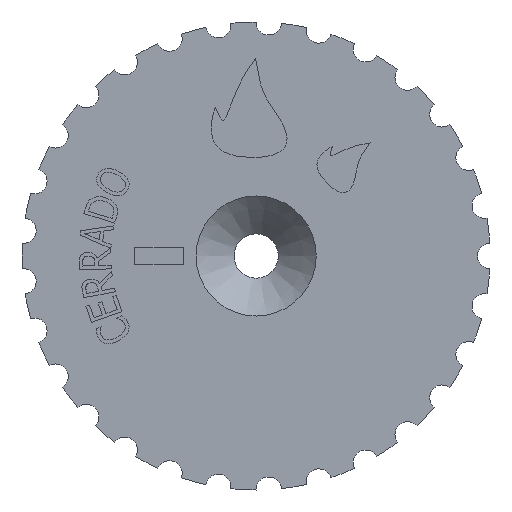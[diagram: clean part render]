
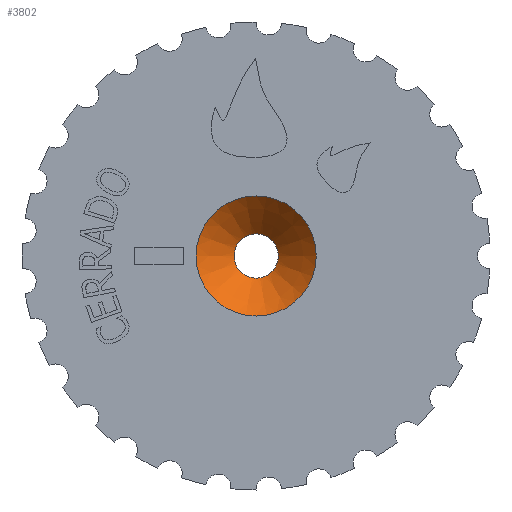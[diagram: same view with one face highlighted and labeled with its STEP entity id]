
A CAD part, front view. The second image highlights one B-rep face of the part: STEP entity #3802.
In plain terms, the highlighted conical face has half-angle 45 degrees and reference radius 3.25 mm.
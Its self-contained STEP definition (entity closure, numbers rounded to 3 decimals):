
#12=CONICAL_SURFACE($,#4021,3.25,45.);
#222=FACE_BOUND($,#778,.T.);
#233=CIRCLE($,#3958,4.75);
#292=CIRCLE($,#4022,1.75);
#552=FACE_OUTER_BOUND($,#777,.T.);
#777=EDGE_LOOP($,(#3268));
#778=EDGE_LOOP($,(#3269));
#1753=VERTEX_POINT($,#6591);
#1812=VERTEX_POINT($,#6714);
#2261=EDGE_CURVE($,#1753,#1753,#233,.T.);
#2320=EDGE_CURVE($,#1812,#1812,#292,.T.);
#3268=ORIENTED_EDGE($,*,*,#2261,.F.);
#3269=ORIENTED_EDGE($,*,*,#2320,.F.);
#3802=ADVANCED_FACE($,(#552,#222),#12,.F.);
#3958=AXIS2_PLACEMENT_3D($,#6592,#4593,#4594);
#4021=AXIS2_PLACEMENT_3D($,#6713,#4719,#4720);
#4022=AXIS2_PLACEMENT_3D($,#6715,#4721,#4722);
#4593=DIRECTION('center_axis',(0.,1.,0.));
#4594=DIRECTION('ref_axis',(1.,0.,0.));
#4719=DIRECTION('center_axis',(0.,-1.,0.));
#4720=DIRECTION('ref_axis',(1.,0.,0.));
#4721=DIRECTION('center_axis',(0.,-1.,0.));
#4722=DIRECTION('ref_axis',(1.,0.,0.));
#6591=CARTESIAN_POINT('',(4.75,0.,0.));
#6592=CARTESIAN_POINT('Origin',(0.,0.,0.));
#6713=CARTESIAN_POINT('Origin',(0.,1.5,0.));
#6714=CARTESIAN_POINT('',(1.75,3.,0.));
#6715=CARTESIAN_POINT('Origin',(0.,3.,0.));
